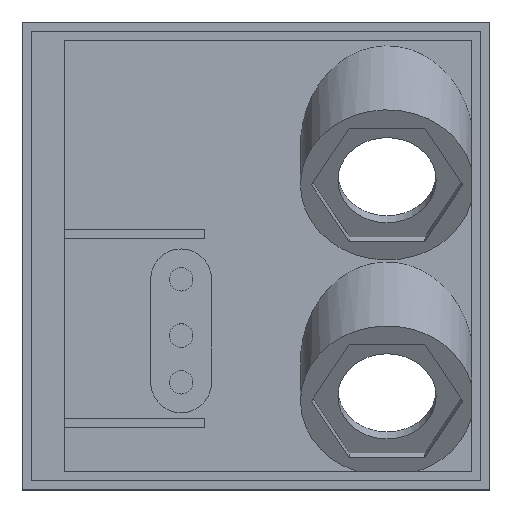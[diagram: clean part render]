
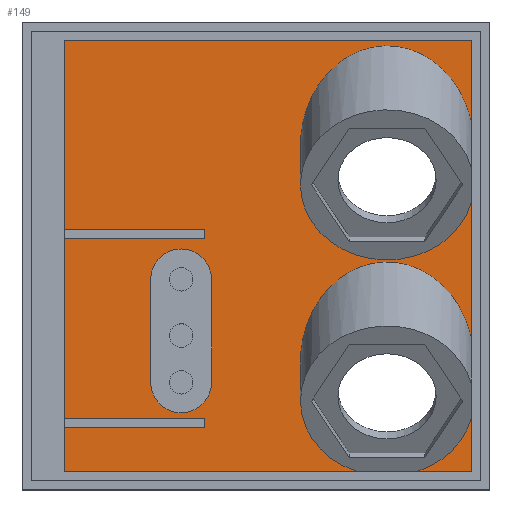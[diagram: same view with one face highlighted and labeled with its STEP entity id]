
A CAD part, top view. The second image highlights one B-rep face of the part: STEP entity #149.
In plain terms, the highlighted planar face has unit normal (0, 0, 1).
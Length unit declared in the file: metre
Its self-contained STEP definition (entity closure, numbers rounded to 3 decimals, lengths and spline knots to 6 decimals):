
#149 = ADVANCED_FACE( '', ( #346, #347 ), #348, .T. );
#346 = FACE_BOUND( '', #592, .T. );
#347 = FACE_OUTER_BOUND( '', #593, .T. );
#348 = PLANE( '', #594 );
#592 = EDGE_LOOP( '', ( #989, #990, #991, #992 ) );
#593 = EDGE_LOOP( '', ( #993, #994, #995, #996, #997, #998, #999, #1000, #1001, #1002, #1003, #1004, #1005, #1006, #1007, #1008 ) );
#594 = AXIS2_PLACEMENT_3D( '', #1009, #1010, #1011 );
#989 = ORIENTED_EDGE( '', *, *, #1426, .F. );
#990 = ORIENTED_EDGE( '', *, *, #1427, .T. );
#991 = ORIENTED_EDGE( '', *, *, #1428, .T. );
#992 = ORIENTED_EDGE( '', *, *, #1294, .T. );
#993 = ORIENTED_EDGE( '', *, *, #1429, .F. );
#994 = ORIENTED_EDGE( '', *, *, #1430, .T. );
#995 = ORIENTED_EDGE( '', *, *, #1431, .T. );
#996 = ORIENTED_EDGE( '', *, *, #1414, .F. );
#997 = ORIENTED_EDGE( '', *, *, #1304, .F. );
#998 = ORIENTED_EDGE( '', *, *, #1432, .T. );
#999 = ORIENTED_EDGE( '', *, *, #1433, .T. );
#1000 = ORIENTED_EDGE( '', *, *, #1391, .T. );
#1001 = ORIENTED_EDGE( '', *, *, #1434, .F. );
#1002 = ORIENTED_EDGE( '', *, *, #1387, .T. );
#1003 = ORIENTED_EDGE( '', *, *, #1435, .F. );
#1004 = ORIENTED_EDGE( '', *, *, #1394, .T. );
#1005 = ORIENTED_EDGE( '', *, *, #1408, .F. );
#1006 = ORIENTED_EDGE( '', *, *, #1436, .T. );
#1007 = ORIENTED_EDGE( '', *, *, #1437, .T. );
#1008 = ORIENTED_EDGE( '', *, *, #1331, .F. );
#1009 = CARTESIAN_POINT( '', ( -0.004, -0.118412, 0.002 ) );
#1010 = DIRECTION( '', ( 0., 0., 1. ) );
#1011 = DIRECTION( '', ( 1., 0., 0. ) );
#1294 = EDGE_CURVE( '', #1510, #1511, #1512, .T. );
#1304 = EDGE_CURVE( '', #1528, #1529, #1530, .T. );
#1331 = EDGE_CURVE( '', #1575, #1576, #1577, .T. );
#1387 = EDGE_CURVE( '', #1666, #1664, #1667, .T. );
#1391 = EDGE_CURVE( '', #1674, #1672, #1675, .T. );
#1394 = EDGE_CURVE( '', #1659, #1677, #1679, .T. );
#1408 = EDGE_CURVE( '', #1701, #1677, #1702, .T. );
#1414 = EDGE_CURVE( '', #1529, #1709, #1710, .T. );
#1426 = EDGE_CURVE( '', #1725, #1511, #1726, .T. );
#1427 = EDGE_CURVE( '', #1725, #1727, #1728, .T. );
#1428 = EDGE_CURVE( '', #1727, #1510, #1729, .T. );
#1429 = EDGE_CURVE( '', #1730, #1575, #1731, .T. );
#1430 = EDGE_CURVE( '', #1730, #1732, #1733, .T. );
#1431 = EDGE_CURVE( '', #1732, #1709, #1734, .T. );
#1432 = EDGE_CURVE( '', #1528, #1735, #1736, .T. );
#1433 = EDGE_CURVE( '', #1735, #1674, #1737, .T. );
#1434 = EDGE_CURVE( '', #1666, #1672, #1738, .F. );
#1435 = EDGE_CURVE( '', #1659, #1664, #1739, .F. );
#1436 = EDGE_CURVE( '', #1701, #1740, #1741, .T. );
#1437 = EDGE_CURVE( '', #1740, #1576, #1742, .T. );
#1510 = VERTEX_POINT( '', #1834 );
#1511 = VERTEX_POINT( '', #1835 );
#1512 = CIRCLE( '', #1836, 0.0065 );
#1528 = VERTEX_POINT( '', #1858 );
#1529 = VERTEX_POINT( '', #1859 );
#1530 = LINE( '', #1860, #1861 );
#1575 = VERTEX_POINT( '', #1922 );
#1576 = VERTEX_POINT( '', #1923 );
#1577 = LINE( '', #1924, #1925 );
#1659 = VERTEX_POINT( '', #2040 );
#1664 = VERTEX_POINT( '', #2047 );
#1666 = VERTEX_POINT( '', #2050 );
#1667 = LINE( '', #2051, #2052 );
#1672 = VERTEX_POINT( '', #2059 );
#1674 = VERTEX_POINT( '', #2062 );
#1675 = LINE( '', #2063, #2064 );
#1677 = VERTEX_POINT( '', #2067 );
#1679 = LINE( '', #2070, #2071 );
#1701 = VERTEX_POINT( '', #2099 );
#1702 = LINE( '', #2100, #2101 );
#1709 = VERTEX_POINT( '', #2111 );
#1710 = LINE( '', #2112, #2113 );
#1725 = VERTEX_POINT( '', #2132 );
#1726 = LINE( '', #2133, #2134 );
#1727 = VERTEX_POINT( '', #2135 );
#1728 = CIRCLE( '', #2136, 0.0065 );
#1729 = LINE( '', #2137, #2138 );
#1730 = VERTEX_POINT( '', #2139 );
#1731 = LINE( '', #2140, #2141 );
#1732 = VERTEX_POINT( '', #2142 );
#1733 = LINE( '', #2143, #2144 );
#1734 = LINE( '', #2145, #2146 );
#1735 = VERTEX_POINT( '', #2147 );
#1736 = LINE( '', #2148, #2149 );
#1737 = LINE( '', #2150, #2151 );
#1738 = ELLIPSE( '', #2152, 0.021362, 0.0185 );
#1739 = ELLIPSE( '', #2153, 0.021362, 0.0185 );
#1740 = VERTEX_POINT( '', #2154 );
#1741 = LINE( '', #2155, #2156 );
#1742 = LINE( '', #2157, #2158 );
#1834 = CARTESIAN_POINT( '', ( -0.0265, -0.123412, 0.002 ) );
#1835 = CARTESIAN_POINT( '', ( -0.0135, -0.123412, 0.002 ) );
#1836 = AXIS2_PLACEMENT_3D( '', #2270, #2271, #2272 );
#1858 = CARTESIAN_POINT( '', ( -0.045, -0.155162, 0.002 ) );
#1859 = CARTESIAN_POINT( '', ( -0.015, -0.155162, 0.002 ) );
#1860 = CARTESIAN_POINT( '', ( -0.032823, -0.155162, 0.002 ) );
#1861 = VECTOR( '', #2282, 1. );
#1922 = CARTESIAN_POINT( '', ( -0.015, -0.114662, 0.002 ) );
#1923 = CARTESIAN_POINT( '', ( -0.015, -0.112662, 0.002 ) );
#1924 = CARTESIAN_POINT( '', ( -0.015, -0.083066, 0.002 ) );
#1925 = VECTOR( '', #2314, 1. );
#2040 = CARTESIAN_POINT( '', ( 0.042, -0.089952, 0.002 ) );
#2047 = CARTESIAN_POINT( '', ( 0.042, -0.099818, 0.002 ) );
#2050 = CARTESIAN_POINT( '', ( 0.042, -0.13614, 0.002 ) );
#2051 = CARTESIAN_POINT( '', ( 0.042, -0.107458, 0.002 ) );
#2052 = VECTOR( '', #2372, 1. );
#2059 = CARTESIAN_POINT( '', ( 0.042, -0.146006, 0.002 ) );
#2062 = CARTESIAN_POINT( '', ( 0.042, -0.164412, 0.002 ) );
#2063 = CARTESIAN_POINT( '', ( 0.042, -0.107458, 0.002 ) );
#2064 = VECTOR( '', #2376, 1. );
#2067 = CARTESIAN_POINT( '', ( 0.042, -0.072412, 0.002 ) );
#2070 = CARTESIAN_POINT( '', ( 0.042, -0.107458, 0.002 ) );
#2071 = VECTOR( '', #2379, 1. );
#2099 = CARTESIAN_POINT( '', ( -0.045, -0.072412, 0.002 ) );
#2100 = CARTESIAN_POINT( '', ( -0.007951, -0.072412, 0.002 ) );
#2101 = VECTOR( '', #2398, 1. );
#2111 = CARTESIAN_POINT( '', ( -0.015, -0.153162, 0.002 ) );
#2112 = CARTESIAN_POINT( '', ( -0.015, -0.121237, 0.002 ) );
#2113 = VECTOR( '', #2402, 1. );
#2132 = CARTESIAN_POINT( '', ( -0.0135, -0.145412, 0.002 ) );
#2133 = CARTESIAN_POINT( '', ( -0.0135, -0.134754, 0.002 ) );
#2134 = VECTOR( '', #2413, 1. );
#2135 = CARTESIAN_POINT( '', ( -0.0265, -0.145412, 0.002 ) );
#2136 = AXIS2_PLACEMENT_3D( '', #2414, #2415, #2416 );
#2137 = CARTESIAN_POINT( '', ( -0.0265, -0.134932, 0.002 ) );
#2138 = VECTOR( '', #2417, 1. );
#2139 = CARTESIAN_POINT( '', ( -0.045, -0.114662, 0.002 ) );
#2140 = CARTESIAN_POINT( '', ( -0.033728, -0.114662, 0.002 ) );
#2141 = VECTOR( '', #2418, 1. );
#2142 = CARTESIAN_POINT( '', ( -0.045, -0.153162, 0.002 ) );
#2143 = CARTESIAN_POINT( '', ( -0.045, -0.118412, 0.002 ) );
#2144 = VECTOR( '', #2419, 1. );
#2145 = CARTESIAN_POINT( '', ( -0.034145, -0.153162, 0.002 ) );
#2146 = VECTOR( '', #2420, 1. );
#2147 = CARTESIAN_POINT( '', ( -0.045, -0.164412, 0.002 ) );
#2148 = CARTESIAN_POINT( '', ( -0.045, -0.118412, 0.002 ) );
#2149 = VECTOR( '', #2421, 1. );
#2150 = CARTESIAN_POINT( '', ( -0.006219, -0.164412, 0.002 ) );
#2151 = VECTOR( '', #2422, 1. );
#2152 = AXIS2_PLACEMENT_3D( '', #2423, #2424, #2425 );
#2153 = AXIS2_PLACEMENT_3D( '', #2426, #2427, #2428 );
#2154 = CARTESIAN_POINT( '', ( -0.045, -0.112662, 0.002 ) );
#2155 = CARTESIAN_POINT( '', ( -0.045, -0.118412, 0.002 ) );
#2156 = VECTOR( '', #2429, 1. );
#2157 = CARTESIAN_POINT( '', ( -0.033728, -0.112662, 0.002 ) );
#2158 = VECTOR( '', #2430, 1. );
#2270 = CARTESIAN_POINT( '', ( -0.02, -0.123412, 0.002 ) );
#2271 = DIRECTION( '', ( 0., 0., -1. ) );
#2272 = DIRECTION( '', ( -1., 0., 0. ) );
#2282 = DIRECTION( '', ( 1., 0., 0. ) );
#2314 = DIRECTION( '', ( 0., 1., 0. ) );
#2372 = DIRECTION( '', ( 0., 1., 0. ) );
#2376 = DIRECTION( '', ( 0., 1., 0. ) );
#2379 = DIRECTION( '', ( 0., 1., 0. ) );
#2398 = DIRECTION( '', ( 1., 0., 0. ) );
#2402 = DIRECTION( '', ( 0., 1., 0. ) );
#2413 = DIRECTION( '', ( 0., 1., 0. ) );
#2414 = CARTESIAN_POINT( '', ( -0.02, -0.145412, 0.002 ) );
#2415 = DIRECTION( '', ( 0., 0., -1. ) );
#2416 = DIRECTION( '', ( 1., 0., 0. ) );
#2417 = DIRECTION( '', ( 0., 1., 0. ) );
#2418 = DIRECTION( '', ( 1., 0., 0. ) );
#2419 = DIRECTION( '', ( 0., -1., 0. ) );
#2420 = DIRECTION( '', ( 1., 0., 0. ) );
#2421 = DIRECTION( '', ( 0., -1., 0. ) );
#2422 = DIRECTION( '', ( 1., 0., 0. ) );
#2423 = CARTESIAN_POINT( '', ( 0.024, -0.141073, 0.002 ) );
#2424 = DIRECTION( '', ( 0., 0., -1. ) );
#2425 = DIRECTION( '', ( 0., 1., 0. ) );
#2426 = CARTESIAN_POINT( '', ( 0.024, -0.094885, 0.002 ) );
#2427 = DIRECTION( '', ( 0., 0., -1. ) );
#2428 = DIRECTION( '', ( 0., 1., 0. ) );
#2429 = DIRECTION( '', ( 0., -1., 0. ) );
#2430 = DIRECTION( '', ( 1., 0., 0. ) );
